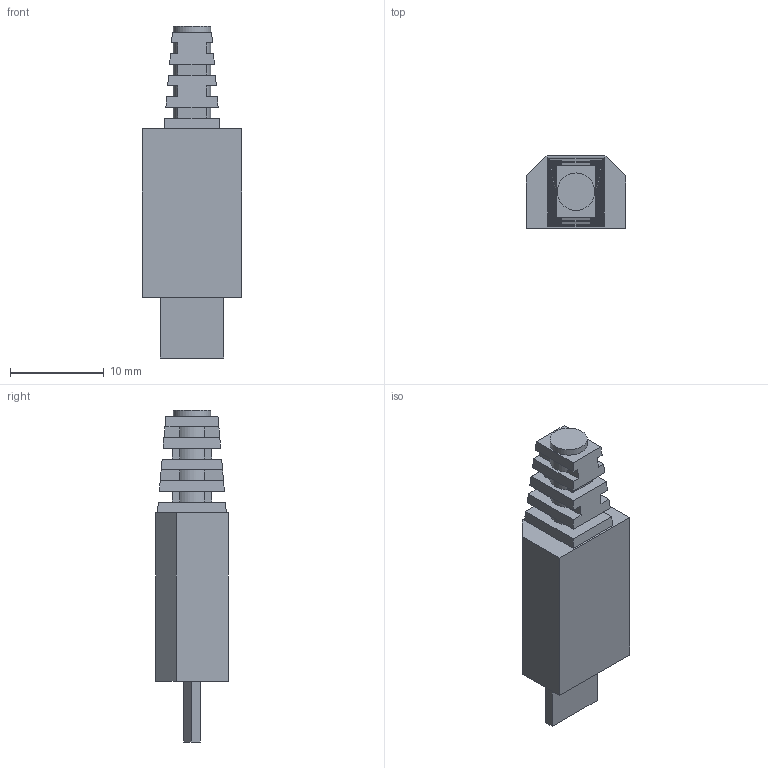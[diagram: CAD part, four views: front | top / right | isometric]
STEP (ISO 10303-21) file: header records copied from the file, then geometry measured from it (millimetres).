
FILE_DESCRIPTION(/* description */ ('STEP AP203'),/* implementation_level */ '2;1');
FILE_NAME(/* name */ 'DPLX_P038 Micro USB.stp',/* time_stamp */ '2018-07-31T12:49:54-07:00',/* author */ ('MJ'),/* organization */ (''),/* preprocessor_version */ 'ST-DEVELOPER v16.13',/* originating_system */ 'Autodesk Inventor 2018',/* authorisation */ '');
FILE_SCHEMA (('AUTOMOTIVE_DESIGN { 1 0 10303 214 3 1 1 }'));
Length unit declared in the file: millimetre
Products named in the file (1): DPLX_P038 Micro USB
Bounding box: 10.6 x 7.8 x 35.5 mm (x, y, z)
Volume: 1739.3 mm3; surface area: 1256.9 mm2
Topology: 1 solids, 1 shells, 79 faces, 208 edges, 139 vertices
Faces by surface type: plane 70, cylinder 9
Full cylindrical faces by diameter (mm): 4 x1
Entity records: 2451 total; most frequent: CARTESIAN_POINT 424, ORIENTED_EDGE 412, DIRECTION 384, EDGE_CURVE 206, LINE 188, VECTOR 188, VERTEX_POINT 138, AXIS2_PLACEMENT_3D 98
